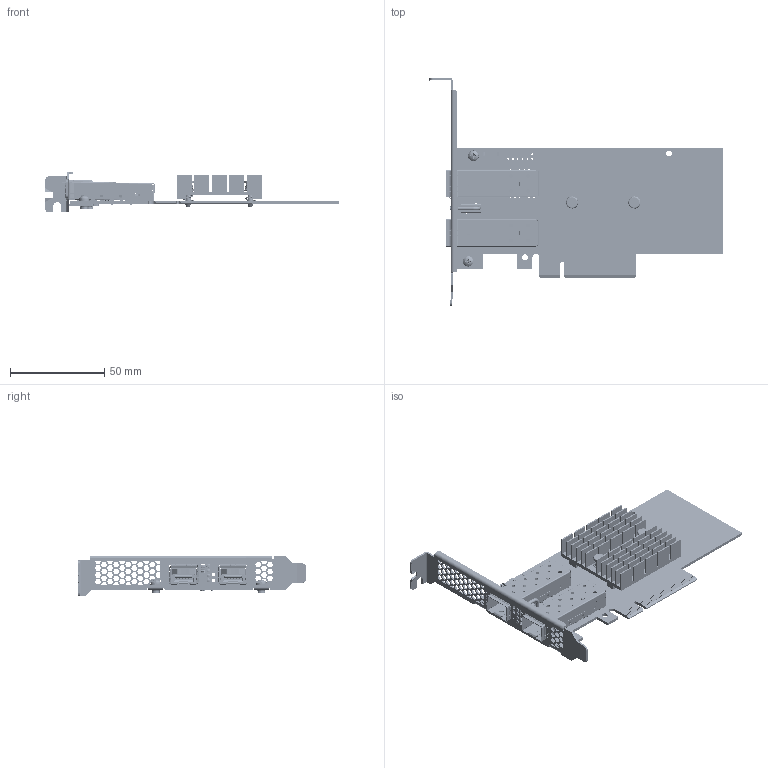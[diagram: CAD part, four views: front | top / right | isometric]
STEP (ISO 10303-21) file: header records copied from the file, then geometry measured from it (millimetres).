
FILE_DESCRIPTION(/* description */ ('HAWK-3G R6 BRACKET ASSY INST.'),/* implementation_level */ '2;1');
FILE_NAME(/* name */ 'MCX312C-XCCT_A700.stp',/* time_stamp */ '2017-10-19T15:56:12+03:00',/* author */ ('yossin'),/* organization */ (''),/* preprocessor_version */ 'ST-DEVELOPER v16.5',/* originating_system */ 'Autodesk Inventor 2017',/* authorisation */ '');
FILE_SCHEMA (('AUTOMOTIVE_DESIGN { 1 0 10303 214 3 1 1 }'));
Products named in the file (19): SFG001396; SFG001396_DRW1; SFG001396_1; PCB000460; 102990162; ACC000083; CON000114; LED000008; LED000009; HSK000061; HSK000022; MEC005127; MEC005242; MEC005242_1; MEC005242_Conical_Sping; MEC005242_Closed_state; MEC006020; SCR000104; 102400006
Assembly tree (29 placements, depth 5):
  SFG001396
    SFG001396_DRW1
      SFG001396_1
        PCB000460
        102990162
        ACC000083  x2
        CON000114  x2
        LED000008  x2
        LED000009  x2
      HSK000061
        HSK000022
        MEC005127  x4
        MEC005242  x2
          MEC005242_1
          MEC005242_Conical_Sping
          MEC005242_Closed_state
      MEC005242  x2
        MEC005242_1
        MEC005242_Conical_Sping
        MEC005242_Closed_state
    MEC006020
    SCR000104  x2
    102400006
Bounding box: 155.66 x 121.05 x 21.59 mm (x, y, z)
Volume: 26150.8 mm3; surface area: 53082.9 mm2
Topology: 129 solids, 129 shells, 8613 faces, 23269 edges, 15205 vertices
Faces by surface type: plane 5588, cylinder 1831, bspline 1061, torus 65, cone 50, sphere 18
Full cylindrical faces by diameter (mm): 0.1 x4, 0.2 x4, 0.8 x2, 0.85 x9, 0.95 x18, 1.05 x20, 1.4 x4, 1.5 x12, 1.55 x4, 1.95 x4, 2 x28, 2.15 x4, 2.27 x2, 2.8 x4, 2.845 x2, 2.95 x2, 3.175 x4, 3.38 x2, 4 x4, 5.563 x2, 6.2 x4, 7 x4, 10 x2
Entity records: 211731 total; most frequent: CARTESIAN_POINT 54645, ORIENTED_EDGE 33218, DIRECTION 27821, EDGE_CURVE 16609, LINE 12471, VECTOR 12471, VERTEX_POINT 10993, AXIS2_PLACEMENT_3D 7675
